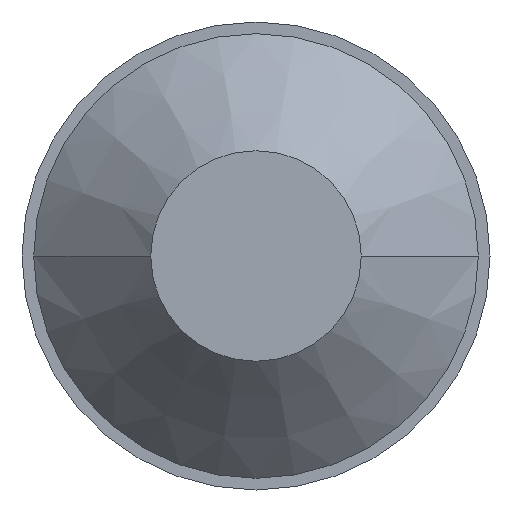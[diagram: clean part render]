
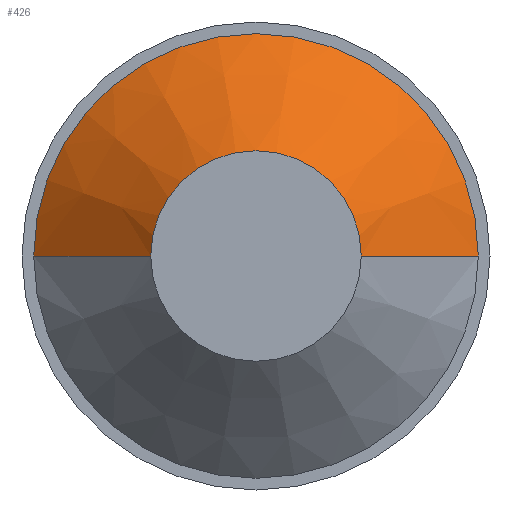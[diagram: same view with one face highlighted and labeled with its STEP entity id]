
A CAD part, front view. The second image highlights one B-rep face of the part: STEP entity #426.
In plain terms, the highlighted conical face has half-angle 45 degrees and reference radius 1.4 mm.
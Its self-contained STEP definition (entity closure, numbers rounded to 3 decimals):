
#352=CARTESIAN_POINT('',(1.9,1.0,0.0));
#353=VERTEX_POINT('',#352);
#362=CARTESIAN_POINT('',(-1.9,1.0,0.0));
#363=VERTEX_POINT('',#362);
#389=CARTESIAN_POINT('',(0.0,0.5,0.0));
#390=DIRECTION('',(0.0,1.0,0.0));
#391=DIRECTION('',(-1.0,0.0,0.0));
#392=AXIS2_PLACEMENT_3D('',#389,#390,#391);
#393=CONICAL_SURFACE('',#392,1.4,45.);
#394=CARTESIAN_POINT('',(-0.9,0.0,0.0));
#395=VERTEX_POINT('',#394);
#396=CARTESIAN_POINT('',(-0.9,0.0,0.0));
#397=DIRECTION('',(-0.707,0.707,0.0));
#398=VECTOR('',#397,1.414);
#399=LINE('',#396,#398);
#400=EDGE_CURVE('',#395,#363,#399,.T.);
#401=ORIENTED_EDGE('',*,*,#400,.F.);
#402=CARTESIAN_POINT('',(0.9,0.0,0.0));
#403=VERTEX_POINT('',#402);
#404=CARTESIAN_POINT('',(0.0,0.0,0.0));
#405=DIRECTION('',(0.0,1.0,0.0));
#406=DIRECTION('',(-1.0,0.0,0.0));
#407=AXIS2_PLACEMENT_3D('',#404,#405,#406);
#408=CIRCLE('',#407,0.9);
#409=EDGE_CURVE('',#395,#403,#408,.T.);
#410=ORIENTED_EDGE('',*,*,#409,.T.);
#411=CARTESIAN_POINT('',(0.9,0.0,0.));
#412=DIRECTION('',(0.707,0.707,0.));
#413=VECTOR('',#412,1.414);
#414=LINE('',#411,#413);
#415=EDGE_CURVE('',#403,#353,#414,.T.);
#416=ORIENTED_EDGE('',*,*,#415,.T.);
#417=CARTESIAN_POINT('',(0.0,1.0,0.0));
#418=DIRECTION('',(0.0,-1.0,0.0));
#419=DIRECTION('',(-1.0,0.0,0.0));
#420=AXIS2_PLACEMENT_3D('',#417,#418,#419);
#421=CIRCLE('',#420,1.9);
#422=EDGE_CURVE('',#353,#363,#421,.T.);
#423=ORIENTED_EDGE('',*,*,#422,.T.);
#424=EDGE_LOOP('',(#401,#410,#416,#423));
#425=FACE_OUTER_BOUND('',#424,.T.);
#426=ADVANCED_FACE('',(#425),#393,.T.);
